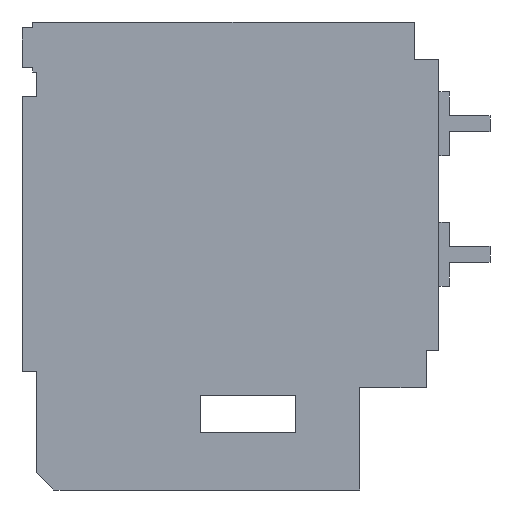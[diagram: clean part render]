
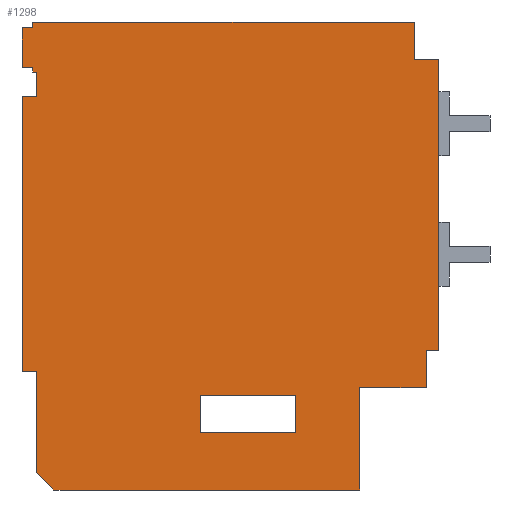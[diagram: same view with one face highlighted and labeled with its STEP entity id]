
A CAD part, front view. The second image highlights one B-rep face of the part: STEP entity #1298.
In plain terms, the highlighted planar face has unit normal (0, -1, 0).
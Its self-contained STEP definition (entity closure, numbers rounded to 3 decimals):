
#1=DIRECTION('',(0.,0.,-1.));
#2=VECTOR('',#1,35.);
#3=CARTESIAN_POINT('',(202.5,0.,113.575));
#4=LINE('',#3,#2);
#5=DIRECTION('',(1.,0.,0.));
#6=VECTOR('',#5,23.);
#7=CARTESIAN_POINT('',(202.5,0.,78.575));
#8=LINE('',#7,#6);
#9=DIRECTION('',(0.,0.,-1.));
#10=VECTOR('',#9,273.);
#11=CARTESIAN_POINT('',(225.5,0.,78.575));
#12=LINE('',#11,#10);
#13=DIRECTION('',(-1.,0.,0.));
#14=VECTOR('',#13,12.);
#15=CARTESIAN_POINT('',(225.5,0.,-194.425));
#16=LINE('',#15,#14);
#17=DIRECTION('',(0.,0.,-1.));
#18=VECTOR('',#17,35.);
#19=CARTESIAN_POINT('',(213.5,0.,-194.425));
#20=LINE('',#19,#18);
#21=DIRECTION('',(-1.,0.,0.));
#22=VECTOR('',#21,62.);
#23=CARTESIAN_POINT('',(213.5,0.,-229.425));
#24=LINE('',#23,#22);
#25=DIRECTION('',(0.,0.,-1.));
#26=VECTOR('',#25,96.);
#27=CARTESIAN_POINT('',(151.5,0.,-229.425));
#28=LINE('',#27,#26);
#29=DIRECTION('',(-1.,0.,0.));
#30=VECTOR('',#29,287.);
#31=CARTESIAN_POINT('',(151.5,0.,-325.425));
#32=LINE('',#31,#30);
#33=DIRECTION('',(-0.707,0.,0.707));
#34=VECTOR('',#33,22.627);
#35=CARTESIAN_POINT('',(-135.5,0.,-325.425));
#36=LINE('',#35,#34);
#37=DIRECTION('',(0.,0.,1.));
#38=VECTOR('',#37,95.);
#39=CARTESIAN_POINT('',(-151.5,0.,-309.425));
#40=LINE('',#39,#38);
#41=DIRECTION('',(-1.,0.,0.));
#42=VECTOR('',#41,14.);
#43=CARTESIAN_POINT('',(-151.5,0.,-214.425));
#44=LINE('',#43,#42);
#45=DIRECTION('',(0.,0.,1.));
#46=VECTOR('',#45,258.);
#47=CARTESIAN_POINT('',(-165.5,0.,-214.425));
#48=LINE('',#47,#46);
#49=DIRECTION('',(1.,0.,0.));
#50=VECTOR('',#49,14.);
#51=CARTESIAN_POINT('',(-165.5,0.,43.575));
#52=LINE('',#51,#50);
#53=DIRECTION('',(0.,0.,1.));
#54=VECTOR('',#53,23.);
#55=CARTESIAN_POINT('',(-151.5,0.,43.575));
#56=LINE('',#55,#54);
#57=DIRECTION('',(-1.,0.,0.));
#58=VECTOR('',#57,4.);
#59=CARTESIAN_POINT('',(-151.5,0.,66.575));
#60=LINE('',#59,#58);
#61=DIRECTION('',(0.,0.,1.));
#62=VECTOR('',#61,4.5);
#63=CARTESIAN_POINT('',(-155.5,0.,66.575));
#64=LINE('',#63,#62);
#65=DIRECTION('',(-1.,0.,0.));
#66=VECTOR('',#65,10.);
#67=CARTESIAN_POINT('',(-155.5,0.,71.075));
#68=LINE('',#67,#66);
#69=DIRECTION('',(0.,0.,1.));
#70=VECTOR('',#69,37.);
#71=CARTESIAN_POINT('',(-165.5,0.,71.075));
#72=LINE('',#71,#70);
#73=DIRECTION('',(1.,0.,0.));
#74=VECTOR('',#73,10.);
#75=CARTESIAN_POINT('',(-165.5,0.,108.075));
#76=LINE('',#75,#74);
#77=DIRECTION('',(0.,0.,-1.));
#78=VECTOR('',#77,35.);
#79=CARTESIAN_POINT('',(1.5,0.,-236.425));
#80=LINE('',#79,#78);
#81=DIRECTION('',(1.,0.,0.));
#82=VECTOR('',#81,90.);
#83=CARTESIAN_POINT('',(1.5,0.,-271.425));
#84=LINE('',#83,#82);
#85=DIRECTION('',(0.,0.,1.));
#86=VECTOR('',#85,35.);
#87=CARTESIAN_POINT('',(91.5,0.,-271.425));
#88=LINE('',#87,#86);
#89=DIRECTION('',(-1.,0.,0.));
#90=VECTOR('',#89,90.);
#91=CARTESIAN_POINT('',(91.5,0.,-236.425));
#92=LINE('',#91,#90);
#97=DIRECTION('',(0.,0.,-1.));
#98=VECTOR('',#97,5.5);
#99=CARTESIAN_POINT('',(-155.5,0.,113.575));
#100=LINE('',#99,#98);
#205=DIRECTION('',(-1.,0.,0.));
#206=VECTOR('',#205,358.);
#207=CARTESIAN_POINT('',(202.5,0.,113.575));
#208=LINE('',#207,#206);
#931=CARTESIAN_POINT('',(-155.5,0.,113.575));
#932=CARTESIAN_POINT('',(-155.5,0.,108.075));
#933=VERTEX_POINT('',#931);
#934=VERTEX_POINT('',#932);
#935=CARTESIAN_POINT('',(202.5,0.,113.575));
#936=VERTEX_POINT('',#935);
#937=CARTESIAN_POINT('',(202.5,0.,78.575));
#938=VERTEX_POINT('',#937);
#939=CARTESIAN_POINT('',(225.5,0.,78.575));
#940=VERTEX_POINT('',#939);
#941=CARTESIAN_POINT('',(225.5,0.,-194.425));
#942=VERTEX_POINT('',#941);
#943=CARTESIAN_POINT('',(213.5,0.,-194.425));
#944=VERTEX_POINT('',#943);
#945=CARTESIAN_POINT('',(213.5,0.,-229.425));
#946=VERTEX_POINT('',#945);
#947=CARTESIAN_POINT('',(151.5,0.,-229.425));
#948=VERTEX_POINT('',#947);
#949=CARTESIAN_POINT('',(151.5,0.,-325.425));
#950=VERTEX_POINT('',#949);
#951=CARTESIAN_POINT('',(-135.5,0.,-325.425));
#952=VERTEX_POINT('',#951);
#953=CARTESIAN_POINT('',(-151.5,0.,-309.425));
#954=VERTEX_POINT('',#953);
#955=CARTESIAN_POINT('',(-151.5,0.,-214.425));
#956=VERTEX_POINT('',#955);
#957=CARTESIAN_POINT('',(-165.5,0.,-214.425));
#958=VERTEX_POINT('',#957);
#959=CARTESIAN_POINT('',(-165.5,0.,43.575));
#960=VERTEX_POINT('',#959);
#961=CARTESIAN_POINT('',(-151.5,0.,43.575));
#962=VERTEX_POINT('',#961);
#963=CARTESIAN_POINT('',(-151.5,0.,66.575));
#964=VERTEX_POINT('',#963);
#965=CARTESIAN_POINT('',(-155.5,0.,66.575));
#966=VERTEX_POINT('',#965);
#967=CARTESIAN_POINT('',(-155.5,0.,71.075));
#968=VERTEX_POINT('',#967);
#969=CARTESIAN_POINT('',(-165.5,0.,71.075));
#970=VERTEX_POINT('',#969);
#971=CARTESIAN_POINT('',(-165.5,0.,108.075));
#972=VERTEX_POINT('',#971);
#973=CARTESIAN_POINT('',(1.5,0.,-236.425));
#974=CARTESIAN_POINT('',(1.5,0.,-271.425));
#975=VERTEX_POINT('',#973);
#976=VERTEX_POINT('',#974);
#977=CARTESIAN_POINT('',(91.5,0.,-271.425));
#978=VERTEX_POINT('',#977);
#979=CARTESIAN_POINT('',(91.5,0.,-236.425));
#980=VERTEX_POINT('',#979);
#1239=CARTESIAN_POINT('',(30.,0.,-106.925));
#1240=DIRECTION('',(0.,1.,0.));
#1241=DIRECTION('',(1.,0.,0.));
#1242=AXIS2_PLACEMENT_3D('',#1239,#1240,#1241);
#1243=PLANE('',#1242);
#1245=ORIENTED_EDGE('',*,*,#1244,.F.);
#1247=ORIENTED_EDGE('',*,*,#1246,.F.);
#1249=ORIENTED_EDGE('',*,*,#1248,.T.);
#1251=ORIENTED_EDGE('',*,*,#1250,.T.);
#1253=ORIENTED_EDGE('',*,*,#1252,.T.);
#1255=ORIENTED_EDGE('',*,*,#1254,.T.);
#1257=ORIENTED_EDGE('',*,*,#1256,.T.);
#1259=ORIENTED_EDGE('',*,*,#1258,.T.);
#1261=ORIENTED_EDGE('',*,*,#1260,.T.);
#1263=ORIENTED_EDGE('',*,*,#1262,.T.);
#1265=ORIENTED_EDGE('',*,*,#1264,.T.);
#1267=ORIENTED_EDGE('',*,*,#1266,.T.);
#1269=ORIENTED_EDGE('',*,*,#1268,.T.);
#1271=ORIENTED_EDGE('',*,*,#1270,.T.);
#1273=ORIENTED_EDGE('',*,*,#1272,.T.);
#1275=ORIENTED_EDGE('',*,*,#1274,.T.);
#1277=ORIENTED_EDGE('',*,*,#1276,.T.);
#1279=ORIENTED_EDGE('',*,*,#1278,.T.);
#1281=ORIENTED_EDGE('',*,*,#1280,.T.);
#1283=ORIENTED_EDGE('',*,*,#1282,.T.);
#1285=ORIENTED_EDGE('',*,*,#1284,.T.);
#1286=EDGE_LOOP('',(#1245,#1247,#1249,#1251,#1253,#1255,#1257,#1259,#1261,#1263,
#1265,#1267,#1269,#1271,#1273,#1275,#1277,#1279,#1281,#1283,#1285));
#1287=FACE_OUTER_BOUND('',#1286,.F.);
#1289=ORIENTED_EDGE('',*,*,#1288,.T.);
#1291=ORIENTED_EDGE('',*,*,#1290,.T.);
#1293=ORIENTED_EDGE('',*,*,#1292,.T.);
#1295=ORIENTED_EDGE('',*,*,#1294,.T.);
#1296=EDGE_LOOP('',(#1289,#1291,#1293,#1295));
#1297=FACE_BOUND('',#1296,.F.);
#1298=ADVANCED_FACE('',(#1287,#1297),#1243,.F.);
#1244=EDGE_CURVE('',#933,#934,#100,.T.);
#1246=EDGE_CURVE('',#936,#933,#208,.T.);
#1248=EDGE_CURVE('',#936,#938,#4,.T.);
#1250=EDGE_CURVE('',#938,#940,#8,.T.);
#1252=EDGE_CURVE('',#940,#942,#12,.T.);
#1254=EDGE_CURVE('',#942,#944,#16,.T.);
#1256=EDGE_CURVE('',#944,#946,#20,.T.);
#1258=EDGE_CURVE('',#946,#948,#24,.T.);
#1260=EDGE_CURVE('',#948,#950,#28,.T.);
#1262=EDGE_CURVE('',#950,#952,#32,.T.);
#1264=EDGE_CURVE('',#952,#954,#36,.T.);
#1266=EDGE_CURVE('',#954,#956,#40,.T.);
#1268=EDGE_CURVE('',#956,#958,#44,.T.);
#1270=EDGE_CURVE('',#958,#960,#48,.T.);
#1272=EDGE_CURVE('',#960,#962,#52,.T.);
#1274=EDGE_CURVE('',#962,#964,#56,.T.);
#1276=EDGE_CURVE('',#964,#966,#60,.T.);
#1278=EDGE_CURVE('',#966,#968,#64,.T.);
#1280=EDGE_CURVE('',#968,#970,#68,.T.);
#1282=EDGE_CURVE('',#970,#972,#72,.T.);
#1284=EDGE_CURVE('',#972,#934,#76,.T.);
#1288=EDGE_CURVE('',#975,#976,#80,.T.);
#1290=EDGE_CURVE('',#976,#978,#84,.T.);
#1292=EDGE_CURVE('',#978,#980,#88,.T.);
#1294=EDGE_CURVE('',#980,#975,#92,.T.);
